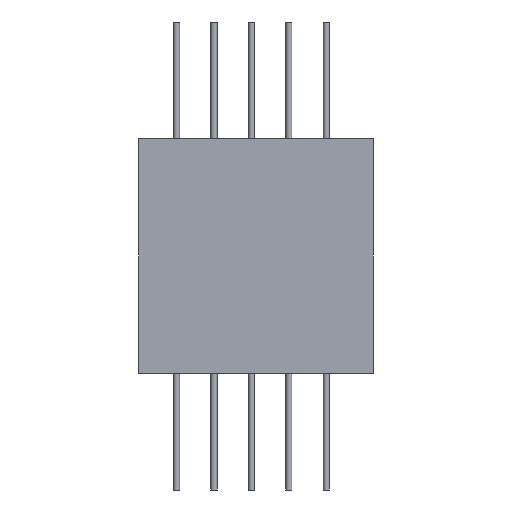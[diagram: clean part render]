
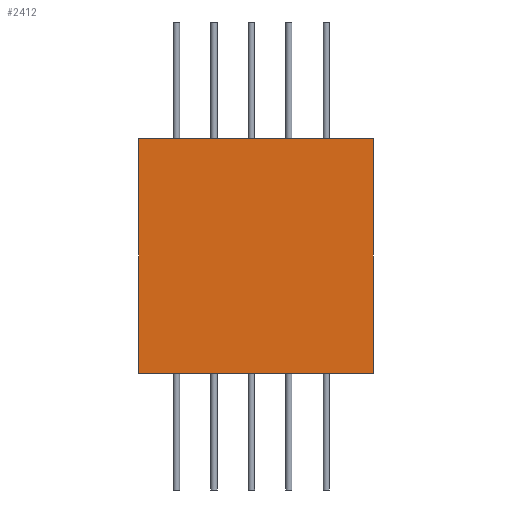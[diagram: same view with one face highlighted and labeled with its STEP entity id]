
A CAD part, front view. The second image highlights one B-rep face of the part: STEP entity #2412.
In plain terms, the highlighted planar face has unit normal (0, -1, 0).
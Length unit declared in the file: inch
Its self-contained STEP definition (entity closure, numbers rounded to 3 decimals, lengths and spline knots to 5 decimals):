
#185 = CARTESIAN_POINT ( 'NONE',  ( -0.3125, 0., -0.3125 ) ) ;
#311 = VERTEX_POINT ( 'NONE', #185 ) ;
#1533 = VECTOR ( 'NONE', #8580, 39.37008 ) ;
#1858 = CARTESIAN_POINT ( 'NONE',  ( -0.3125, 0., 0.3125 ) ) ;
#2412 = ADVANCED_FACE ( 'NONE', ( #18898 ), #10317, .T. ) ;
#2594 = ORIENTED_EDGE ( 'NONE', *, *, #16765, .F. ) ;
#2654 = VERTEX_POINT ( 'NONE', #8095 ) ;
#3405 = LINE ( 'NONE', #1858, #1533 ) ;
#3502 = CARTESIAN_POINT ( 'NONE',  ( 0., 0., 0. ) ) ;
#3911 = DIRECTION ( 'NONE',  ( 0., 0., 1. ) ) ;
#5174 = LINE ( 'NONE', #18600, #8750 ) ;
#5679 = CARTESIAN_POINT ( 'NONE',  ( -0.3125, 0., 0.3125 ) ) ;
#7934 = ORIENTED_EDGE ( 'NONE', *, *, #8340, .F. ) ;
#8095 = CARTESIAN_POINT ( 'NONE',  ( 0.3125, 0., -0.3125 ) ) ;
#8340 = EDGE_CURVE ( 'NONE', #2654, #311, #5174, .T. ) ;
#8579 = DIRECTION ( 'NONE',  ( -1., 0., 0. ) ) ;
#8580 = DIRECTION ( 'NONE',  ( 1., 0., 0. ) ) ;
#8750 = VECTOR ( 'NONE', #8579, 39.37008 ) ;
#9040 = EDGE_CURVE ( 'NONE', #20788, #2654, #11473, .T. ) ;
#9496 = VECTOR ( 'NONE', #18947, 39.37008 ) ;
#9709 = LINE ( 'NONE', #5679, #16977 ) ;
#10292 = CARTESIAN_POINT ( 'NONE',  ( -0.3125, 0., 0.3125 ) ) ;
#10317 = PLANE ( 'NONE',  #14777 ) ;
#11473 = LINE ( 'NONE', #17405, #9496 ) ;
#12450 = ORIENTED_EDGE ( 'NONE', *, *, #9040, .F. ) ;
#14031 = CARTESIAN_POINT ( 'NONE',  ( 0.3125, 0., 0.3125 ) ) ;
#14777 = AXIS2_PLACEMENT_3D ( 'NONE', #3502, #16923, #15589 ) ;
#15589 = DIRECTION ( 'NONE',  ( 0., 0., -1. ) ) ;
#16499 = ORIENTED_EDGE ( 'NONE', *, *, #21134, .F. ) ;
#16765 = EDGE_CURVE ( 'NONE', #21068, #20788, #3405, .T. ) ;
#16923 = DIRECTION ( 'NONE',  ( 0., -1., 0. ) ) ;
#16977 = VECTOR ( 'NONE', #3911, 39.37008 ) ;
#17405 = CARTESIAN_POINT ( 'NONE',  ( 0.3125, 0., 0.3125 ) ) ;
#17955 = EDGE_LOOP ( 'NONE', ( #12450, #2594, #16499, #7934 ) ) ;
#18600 = CARTESIAN_POINT ( 'NONE',  ( -0.3125, 0., -0.3125 ) ) ;
#18898 = FACE_OUTER_BOUND ( 'NONE', #17955, .T. ) ;
#18947 = DIRECTION ( 'NONE',  ( 0., 0., -1. ) ) ;
#20788 = VERTEX_POINT ( 'NONE', #14031 ) ;
#21068 = VERTEX_POINT ( 'NONE', #10292 ) ;
#21134 = EDGE_CURVE ( 'NONE', #311, #21068, #9709, .T. ) ;
